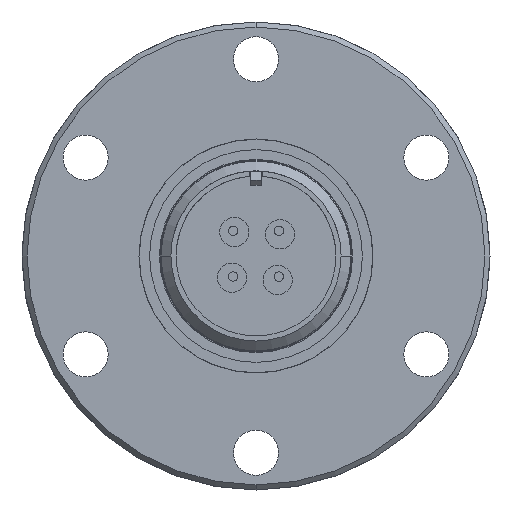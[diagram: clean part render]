
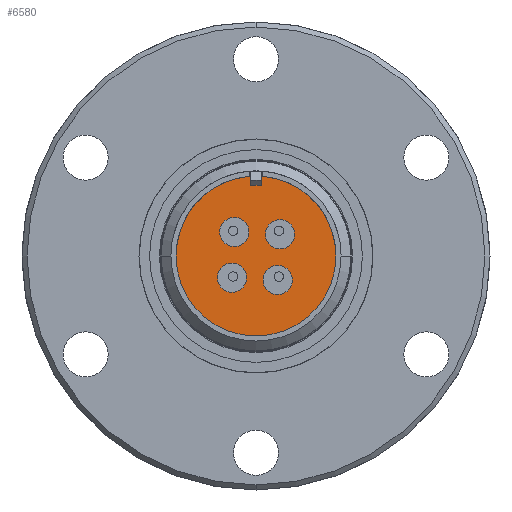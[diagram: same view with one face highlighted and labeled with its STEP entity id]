
A CAD part, front view. The second image highlights one B-rep face of the part: STEP entity #6580.
In plain terms, the highlighted planar face has unit normal (0, -1, 0).
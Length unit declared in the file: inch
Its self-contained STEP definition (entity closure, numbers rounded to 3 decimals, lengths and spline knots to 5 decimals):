
#1246 = CARTESIAN_POINT ( 'NONE',  ( -0.14112, -2.21612, -0.04148 ) ) ;
#1248 = CARTESIAN_POINT ( 'NONE',  ( -0.14112, -2.21612, -0.21298 ) ) ;
#1257 = CARTESIAN_POINT ( 'NONE',  ( -0.12723, -2.21612, 0.22687 ) ) ;
#1260 = CARTESIAN_POINT ( 'NONE',  ( -0.12723, -2.21612, 0.05537 ) ) ;
#1269 = CARTESIAN_POINT ( 'NONE',  ( 0.14112, -2.21612, 0.04148 ) ) ;
#1273 = CARTESIAN_POINT ( 'NONE',  ( 0.4785, -2.21612, 0. ) ) ;
#1279 = CARTESIAN_POINT ( 'NONE',  ( 0.14112, -2.21612, 0.21298 ) ) ;
#1280 = CARTESIAN_POINT ( 'NONE',  ( 0.12723, -2.21612, -0.05537 ) ) ;
#1285 = CARTESIAN_POINT ( 'NONE',  ( -0.4785, -2.21612, 0. ) ) ;
#1290 = CARTESIAN_POINT ( 'NONE',  ( 0.12723, -2.21612, -0.22687 ) ) ;
#3709 = EDGE_CURVE ( 'NONE', #8015, #8016, #5575, .T. ) ;
#4161 = DIRECTION ( 'NONE',  ( -1., 0., 0. ) ) ;
#4189 = PLANE ( 'NONE',  #9296 ) ;
#4201 = CARTESIAN_POINT ( 'NONE',  ( 0., -2.21612, 0. ) ) ;
#4222 = DIRECTION ( 'NONE',  ( 0., 1., 0. ) ) ;
#4270 = AXIS2_PLACEMENT_3D ( 'NONE', #10563, #10564, #10565 ) ;
#4275 = AXIS2_PLACEMENT_3D ( 'NONE', #10557, #10558, #10559 ) ;
#4277 = AXIS2_PLACEMENT_3D ( 'NONE', #10552, #10553, #10554 ) ;
#4279 = AXIS2_PLACEMENT_3D ( 'NONE', #10549, #10550, #10551 ) ;
#4282 = AXIS2_PLACEMENT_3D ( 'NONE', #10546, #10547, #10548 ) ;
#5362 = FACE_BOUND ( 'NONE', #8521, .T. ) ;
#5363 = FACE_BOUND ( 'NONE', #8513, .T. ) ;
#5365 = FACE_BOUND ( 'NONE', #8525, .T. ) ;
#5367 = FACE_BOUND ( 'NONE', #8522, .T. ) ;
#5369 = FACE_OUTER_BOUND ( 'NONE', #8496, .T. ) ;
#5575 = CIRCLE ( 'NONE', #9393, 0.08575 ) ;
#6389 = ORIENTED_EDGE ( 'NONE', *, *, #11171, .F. ) ;
#6390 = ORIENTED_EDGE ( 'NONE', *, *, #11462, .F. ) ;
#6391 = ORIENTED_EDGE ( 'NONE', *, *, #11182, .F. ) ;
#6392 = ORIENTED_EDGE ( 'NONE', *, *, #11461, .F. ) ;
#6393 = ORIENTED_EDGE ( 'NONE', *, *, #11465, .F. ) ;
#6394 = ORIENTED_EDGE ( 'NONE', *, *, #11160, .F. ) ;
#6395 = ORIENTED_EDGE ( 'NONE', *, *, #11191, .F. ) ;
#6396 = ORIENTED_EDGE ( 'NONE', *, *, #11460, .F. ) ;
#6397 = ORIENTED_EDGE ( 'NONE', *, *, #3709, .F. ) ;
#6398 = ORIENTED_EDGE ( 'NONE', *, *, #11459, .F. ) ;
#6580 = ADVANCED_FACE ( 'NONE', ( #5367, #5362, #5369, #5363, #5365 ), #4189, .F. ) ;
#7127 = AXIS2_PLACEMENT_3D ( 'NONE', #10069, #10070, #10071 ) ;
#7129 = AXIS2_PLACEMENT_3D ( 'NONE', #10061, #10062, #10063 ) ;
#7131 = AXIS2_PLACEMENT_3D ( 'NONE', #10051, #10052, #10053 ) ;
#7134 = AXIS2_PLACEMENT_3D ( 'NONE', #10034, #10035, #10036 ) ;
#7446 = DIRECTION ( 'NONE',  ( 0., 0., -1. ) ) ;
#7447 = DIRECTION ( 'NONE',  ( 0., -1., 0. ) ) ;
#7448 = CARTESIAN_POINT ( 'NONE',  ( -0.14112, -2.21612, -0.12723 ) ) ;
#8002 = VERTEX_POINT ( 'NONE', #1273 ) ;
#8003 = VERTEX_POINT ( 'NONE', #1290 ) ;
#8006 = VERTEX_POINT ( 'NONE', #1280 ) ;
#8007 = VERTEX_POINT ( 'NONE', #1269 ) ;
#8008 = VERTEX_POINT ( 'NONE', #1279 ) ;
#8011 = VERTEX_POINT ( 'NONE', #1260 ) ;
#8012 = VERTEX_POINT ( 'NONE', #1257 ) ;
#8015 = VERTEX_POINT ( 'NONE', #1248 ) ;
#8016 = VERTEX_POINT ( 'NONE', #1246 ) ;
#8355 = VERTEX_POINT ( 'NONE', #1285 ) ;
#8496 = EDGE_LOOP ( 'NONE', ( #6393, #6394 ) ) ;
#8513 = EDGE_LOOP ( 'NONE', ( #6395, #6396 ) ) ;
#8521 = EDGE_LOOP ( 'NONE', ( #6391, #6392 ) ) ;
#8522 = EDGE_LOOP ( 'NONE', ( #6389, #6390 ) ) ;
#8525 = EDGE_LOOP ( 'NONE', ( #6397, #6398 ) ) ;
#9296 = AXIS2_PLACEMENT_3D ( 'NONE', #4201, #4222, #4161 ) ;
#9393 = AXIS2_PLACEMENT_3D ( 'NONE', #7448, #7447, #7446 ) ;
#10034 = CARTESIAN_POINT ( 'NONE',  ( 0., -2.21612, 0. ) ) ;
#10035 = DIRECTION ( 'NONE',  ( 0., 1., 0. ) ) ;
#10036 = DIRECTION ( 'NONE',  ( 1., 0., 0. ) ) ;
#10051 = CARTESIAN_POINT ( 'NONE',  ( 0.12723, -2.21612, -0.14112 ) ) ;
#10052 = DIRECTION ( 'NONE',  ( 0., -1., 0. ) ) ;
#10053 = DIRECTION ( 'NONE',  ( 0., 0., -1. ) ) ;
#10061 = CARTESIAN_POINT ( 'NONE',  ( 0.14112, -2.21612, 0.12723 ) ) ;
#10062 = DIRECTION ( 'NONE',  ( 0., -1., 0. ) ) ;
#10063 = DIRECTION ( 'NONE',  ( 0., 0., -1. ) ) ;
#10069 = CARTESIAN_POINT ( 'NONE',  ( -0.12723, -2.21612, 0.14112 ) ) ;
#10070 = DIRECTION ( 'NONE',  ( 0., -1., 0. ) ) ;
#10071 = DIRECTION ( 'NONE',  ( 0., 0., -1. ) ) ;
#10546 = CARTESIAN_POINT ( 'NONE',  ( -0.14112, -2.21612, -0.12723 ) ) ;
#10547 = DIRECTION ( 'NONE',  ( 0., -1., 0. ) ) ;
#10548 = DIRECTION ( 'NONE',  ( 0., 0., -1. ) ) ;
#10549 = CARTESIAN_POINT ( 'NONE',  ( -0.12723, -2.21612, 0.14112 ) ) ;
#10550 = DIRECTION ( 'NONE',  ( 0., -1., 0. ) ) ;
#10551 = DIRECTION ( 'NONE',  ( 0., 0., -1. ) ) ;
#10552 = CARTESIAN_POINT ( 'NONE',  ( 0.14112, -2.21612, 0.12723 ) ) ;
#10553 = DIRECTION ( 'NONE',  ( 0., -1., 0. ) ) ;
#10554 = DIRECTION ( 'NONE',  ( 0., 0., -1. ) ) ;
#10557 = CARTESIAN_POINT ( 'NONE',  ( 0.12723, -2.21612, -0.14112 ) ) ;
#10558 = DIRECTION ( 'NONE',  ( 0., -1., 0. ) ) ;
#10559 = DIRECTION ( 'NONE',  ( 0., 0., -1. ) ) ;
#10563 = CARTESIAN_POINT ( 'NONE',  ( 0., -2.21612, 0. ) ) ;
#10564 = DIRECTION ( 'NONE',  ( 0., 1., 0. ) ) ;
#10565 = DIRECTION ( 'NONE',  ( 1., 0., 0. ) ) ;
#11160 = EDGE_CURVE ( 'NONE', #8355, #8002, #12140, .T. ) ;
#11171 = EDGE_CURVE ( 'NONE', #8003, #8006, #12131, .T. ) ;
#11182 = EDGE_CURVE ( 'NONE', #8007, #8008, #12128, .T. ) ;
#11191 = EDGE_CURVE ( 'NONE', #8011, #8012, #12122, .T. ) ;
#11459 = EDGE_CURVE ( 'NONE', #8016, #8015, #11977, .T. ) ;
#11460 = EDGE_CURVE ( 'NONE', #8012, #8011, #11975, .T. ) ;
#11461 = EDGE_CURVE ( 'NONE', #8008, #8007, #11974, .T. ) ;
#11462 = EDGE_CURVE ( 'NONE', #8006, #8003, #11973, .T. ) ;
#11465 = EDGE_CURVE ( 'NONE', #8002, #8355, #11979, .T. ) ;
#11973 = CIRCLE ( 'NONE', #4275, 0.08575 ) ;
#11974 = CIRCLE ( 'NONE', #4277, 0.08575 ) ;
#11975 = CIRCLE ( 'NONE', #4279, 0.08575 ) ;
#11977 = CIRCLE ( 'NONE', #4282, 0.08575 ) ;
#11979 = CIRCLE ( 'NONE', #4270, 0.4785 ) ;
#12122 = CIRCLE ( 'NONE', #7127, 0.08575 ) ;
#12128 = CIRCLE ( 'NONE', #7129, 0.08575 ) ;
#12131 = CIRCLE ( 'NONE', #7131, 0.08575 ) ;
#12140 = CIRCLE ( 'NONE', #7134, 0.4785 ) ;
